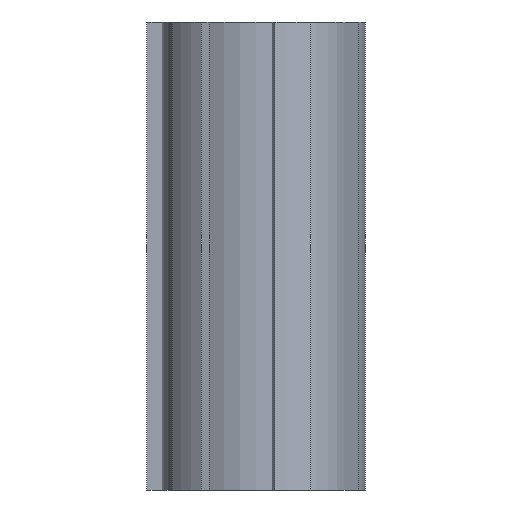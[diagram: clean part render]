
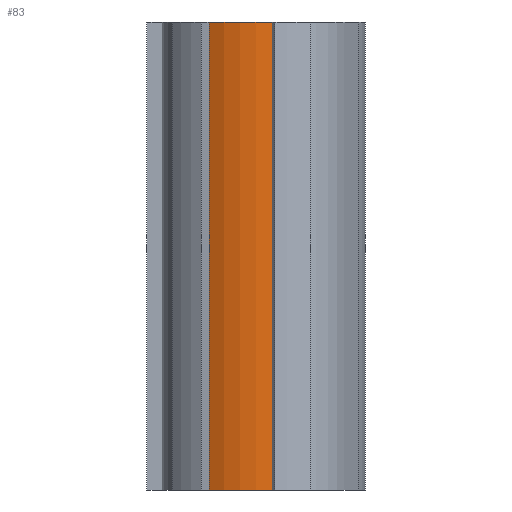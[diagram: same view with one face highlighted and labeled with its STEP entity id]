
A CAD part, left-side view. The second image highlights one B-rep face of the part: STEP entity #83.
In plain terms, the highlighted cylindrical face has radius 6 mm (diameter 12 mm), a partial arc.
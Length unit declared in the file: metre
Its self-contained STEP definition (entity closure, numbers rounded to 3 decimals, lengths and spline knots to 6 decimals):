
#83 = ADVANCED_FACE( '', ( #192 ), #193, .T. );
#192 = FACE_OUTER_BOUND( '', #323, .T. );
#193 = CYLINDRICAL_SURFACE( '', #324, 0.006 );
#323 = EDGE_LOOP( '', ( #528, #529, #530, #531 ) );
#324 = AXIS2_PLACEMENT_3D( '', #532, #533, #534 );
#528 = ORIENTED_EDGE( '', *, *, #875, .F. );
#529 = ORIENTED_EDGE( '', *, *, #876, .F. );
#530 = ORIENTED_EDGE( '', *, *, #877, .T. );
#531 = ORIENTED_EDGE( '', *, *, #829, .T. );
#532 = CARTESIAN_POINT( '', ( 0., 0., 0.03 ) );
#533 = DIRECTION( '', ( 0., 0., 1. ) );
#534 = DIRECTION( '', ( -1., 0., 0. ) );
#829 = EDGE_CURVE( '', #1008, #1006, #1009, .T. );
#875 = EDGE_CURVE( '', #1085, #1006, #1086, .T. );
#876 = EDGE_CURVE( '', #1087, #1085, #1088, .T. );
#877 = EDGE_CURVE( '', #1087, #1008, #1089, .T. );
#1006 = VERTEX_POINT( '', #1253 );
#1008 = VERTEX_POINT( '', #1256 );
#1009 = CIRCLE( '', #1257, 0.006 );
#1085 = VERTEX_POINT( '', #1359 );
#1086 = LINE( '', #1360, #1361 );
#1087 = VERTEX_POINT( '', #1362 );
#1088 = CIRCLE( '', #1363, 0.006 );
#1089 = LINE( '', #1364, #1365 );
#1253 = CARTESIAN_POINT( '', ( -0.005909, -0.001042, 0. ) );
#1256 = CARTESIAN_POINT( '', ( -0.005196, 0.003, 0. ) );
#1257 = AXIS2_PLACEMENT_3D( '', #1535, #1536, #1537 );
#1359 = CARTESIAN_POINT( '', ( -0.005909, -0.001042, 0.03 ) );
#1360 = CARTESIAN_POINT( '', ( -0.005909, -0.001042, 0.03 ) );
#1361 = VECTOR( '', #1600, 1. );
#1362 = CARTESIAN_POINT( '', ( -0.005196, 0.003, 0.03 ) );
#1363 = AXIS2_PLACEMENT_3D( '', #1601, #1602, #1603 );
#1364 = CARTESIAN_POINT( '', ( -0.005196, 0.003, 0.03 ) );
#1365 = VECTOR( '', #1604, 1. );
#1535 = CARTESIAN_POINT( '', ( 0., 0., 0. ) );
#1536 = DIRECTION( '', ( 0., 0., 1. ) );
#1537 = DIRECTION( '', ( 1., 0., 0. ) );
#1600 = DIRECTION( '', ( 0., 0., -1. ) );
#1601 = CARTESIAN_POINT( '', ( 0., 0., 0.03 ) );
#1602 = DIRECTION( '', ( 0., 0., 1. ) );
#1603 = DIRECTION( '', ( 1., 0., 0. ) );
#1604 = DIRECTION( '', ( 0., 0., -1. ) );
